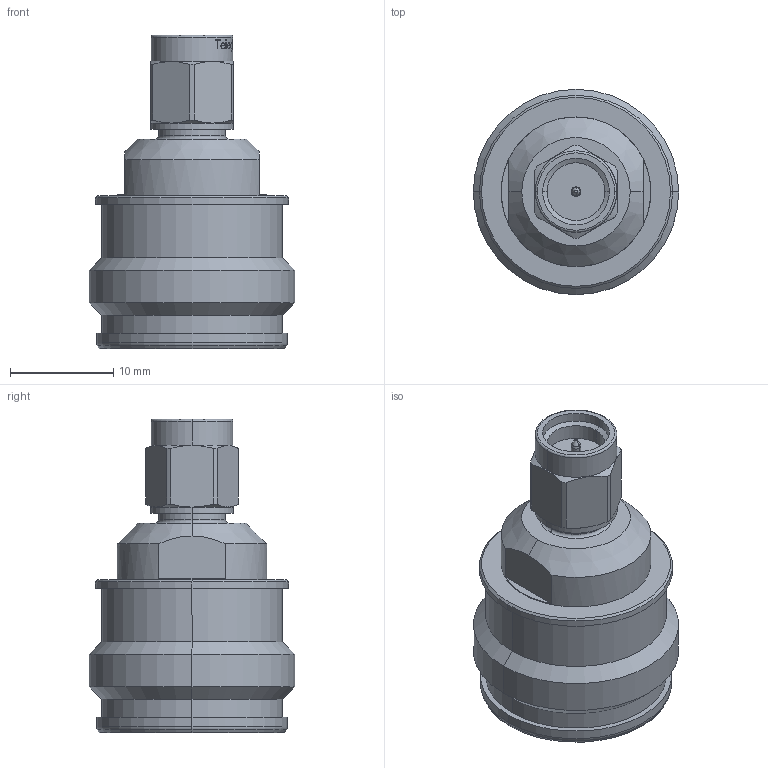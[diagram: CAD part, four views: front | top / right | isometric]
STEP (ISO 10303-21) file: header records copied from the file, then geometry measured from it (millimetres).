
FILE_DESCRIPTION (( 'STEP AP214' ), '1' );
FILE_NAME ('J01443A0016.STEP', '2019-11-28T12:41:47', ( '' ), ( '' ), 'SwSTEP 2.0', 'SolidWorks 2018', '' );
FILE_SCHEMA (( 'AUTOMOTIVE_DESIGN' ));
Length unit declared in the file: millimetre
Products named in the file (1): J01443A0016
Bounding box: 19.88 x 19.88 x 30.35 mm (x, y, z)
Volume: 4136.3 mm3; surface area: 2586.5 mm2
Topology: 1 solids, 1 shells, 581 faces, 1565 edges, 1024 vertices
Faces by surface type: bspline 253, plane 142, cylinder 82, torus 54, cone 50
Entity records: 26285 total; most frequent: CARTESIAN_POINT 7783, ORIENTED_EDGE 3130, EDGE_CURVE 1565, DIRECTION 1540, VERTEX_POINT 1024, B_SPLINE_CURVE_WITH_KNOTS 951, AXIS2_PLACEMENT_3D 633, EDGE_LOOP 619
